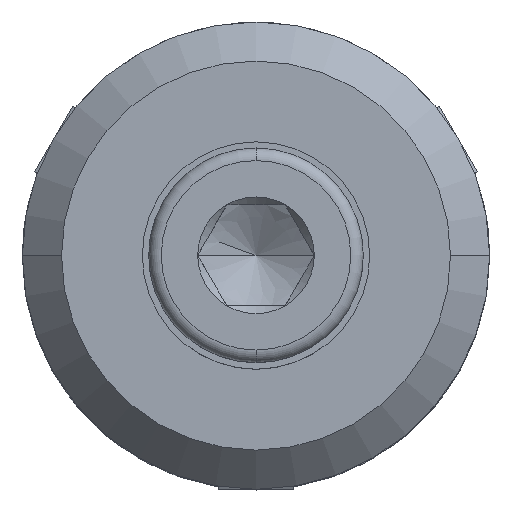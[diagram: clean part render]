
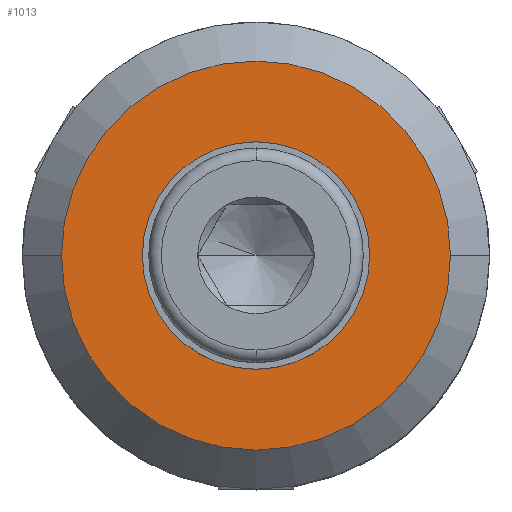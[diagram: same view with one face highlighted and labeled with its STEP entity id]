
A CAD part, top view. The second image highlights one B-rep face of the part: STEP entity #1013.
In plain terms, the highlighted planar face has unit normal (0, 0, 1).
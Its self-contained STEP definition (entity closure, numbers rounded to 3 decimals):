
#947=EDGE_CURVE('',#985,#1037,#2320,.T.);
#985=VERTEX_POINT('',#2362);
#1013=ADVANCED_FACE('',(#2394,#2395),#2396,.T.);
#1037=VERTEX_POINT('',#2424);
#1335=EDGE_CURVE('',#1683,#1725,#2753,.T.);
#1633=EDGE_CURVE('',#1037,#985,#3085,.T.);
#1667=EDGE_CURVE('',#1725,#1683,#3122,.T.);
#1683=VERTEX_POINT('',#3139);
#1725=VERTEX_POINT('',#3185);
#2320=CIRCLE('',#4052,4.5);
#2362=CARTESIAN_POINT('',(-4.5,0.,24.1));
#2394=FACE_OUTER_BOUND('',#4176,.T.);
#2395=FACE_BOUND('',#4177,.T.);
#2396=PLANE('',#4178);
#2424=CARTESIAN_POINT('',(4.5,0.0,24.1));
#2753=CIRCLE('',#4832,7.7);
#3085=CIRCLE('',#5452,4.5);
#3122=CIRCLE('',#5520,7.7);
#3139=CARTESIAN_POINT('',(-7.7,0.,24.1));
#3185=CARTESIAN_POINT('',(7.7,0.0,24.1));
#4052=AXIS2_PLACEMENT_3D('',#6584,#6585,#6586);
#4176=EDGE_LOOP('',(#6679,#6680));
#4177=EDGE_LOOP('',(#6681,#6682));
#4178=AXIS2_PLACEMENT_3D('',#6683,#6684,#6685);
#4832=AXIS2_PLACEMENT_3D('',#7083,#7084,#7085);
#5452=AXIS2_PLACEMENT_3D('',#7511,#7512,#7513);
#5520=AXIS2_PLACEMENT_3D('',#7547,#7548,#7549);
#6584=CARTESIAN_POINT('',(0.0,0.0,24.1));
#6585=DIRECTION('',(0.0,0.0,-1.0));
#6586=DIRECTION('',(1.0,0.0,0.0));
#6679=ORIENTED_EDGE('',*,*,#1667,.F.);
#6680=ORIENTED_EDGE('',*,*,#1335,.F.);
#6681=ORIENTED_EDGE('',*,*,#1633,.T.);
#6682=ORIENTED_EDGE('',*,*,#947,.T.);
#6683=CARTESIAN_POINT('',(3.85,0.0,24.1));
#6684=DIRECTION('',(0.0,0.,1.0));
#6685=DIRECTION('',(-1.0,0.0,0.0));
#7083=CARTESIAN_POINT('',(0.0,0.0,24.1));
#7084=DIRECTION('',(0.0,0.,-1.0));
#7085=DIRECTION('',(1.0,0.0,0.0));
#7511=CARTESIAN_POINT('',(0.0,0.0,24.1));
#7512=DIRECTION('',(0.0,0.0,-1.0));
#7513=DIRECTION('',(1.0,0.0,0.0));
#7547=CARTESIAN_POINT('',(0.0,0.0,24.1));
#7548=DIRECTION('',(0.0,0.,-1.0));
#7549=DIRECTION('',(1.0,0.0,0.0));
